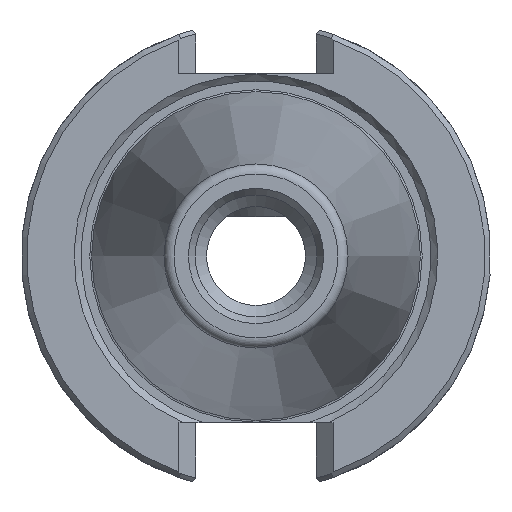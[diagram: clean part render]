
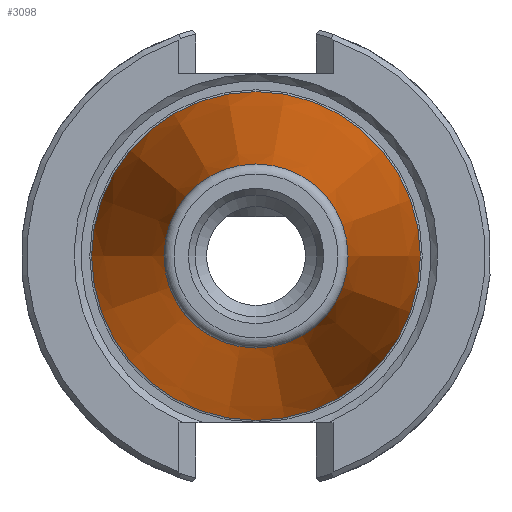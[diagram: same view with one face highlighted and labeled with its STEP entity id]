
A CAD part, left-side view. The second image highlights one B-rep face of the part: STEP entity #3098.
In plain terms, the highlighted conical face has half-angle 8.297 degrees and reference radius 17.248 mm.
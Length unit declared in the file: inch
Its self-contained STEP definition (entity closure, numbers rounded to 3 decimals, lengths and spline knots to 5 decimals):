
#2952=CARTESIAN_POINT('',(0.0,0.875,0.0));
#2953=VERTEX_POINT('',#2952);
#2954=CARTESIAN_POINT('',(0.0,0.0,0.0));
#2955=DIRECTION('',(1.0,0.,0.0));
#2956=DIRECTION('',(0.,1.0,0.0));
#2957=AXIS2_PLACEMENT_3D('',#2954,#2955,#2956);
#2958=CIRCLE('',#2957,0.875);
#2959=EDGE_CURVE('',#2953,#2953,#2958,.T.);
#3063=CARTESIAN_POINT('',(-2.64129,0.48982,0.));
#3064=VERTEX_POINT('',#3063);
#3065=CARTESIAN_POINT('',(-2.64129,0.,0.));
#3066=DIRECTION('',(-1.0,0.0,0.0));
#3067=DIRECTION('',(0.0,-1.0,0.0));
#3068=AXIS2_PLACEMENT_3D('',#3065,#3066,#3067);
#3069=CIRCLE('',#3068,0.48982);
#3070=EDGE_CURVE('',#3064,#3064,#3069,.T.);
#3087=CARTESIAN_POINT('',(-1.34375,0.0,0.0));
#3088=DIRECTION('',(1.0,0.0,0.0));
#3089=DIRECTION('',(0.,1.0,0.0));
#3090=AXIS2_PLACEMENT_3D('',#3087,#3088,#3089);
#3091=CONICAL_SURFACE('',#3090,0.67904,8.297);
#3092=ORIENTED_EDGE('',*,*,#2959,.F.);
#3093=EDGE_LOOP('',(#3092));
#3094=FACE_OUTER_BOUND('',#3093,.T.);
#3095=ORIENTED_EDGE('',*,*,#3070,.F.);
#3096=EDGE_LOOP('',(#3095));
#3097=FACE_BOUND('',#3096,.T.);
#3098=ADVANCED_FACE('',(#3094,#3097),#3091,.T.);
